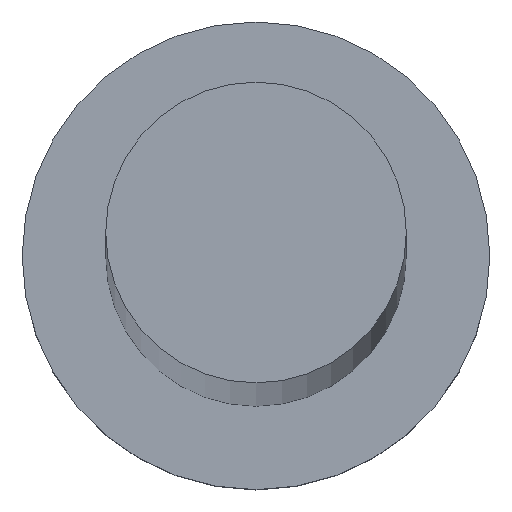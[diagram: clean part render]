
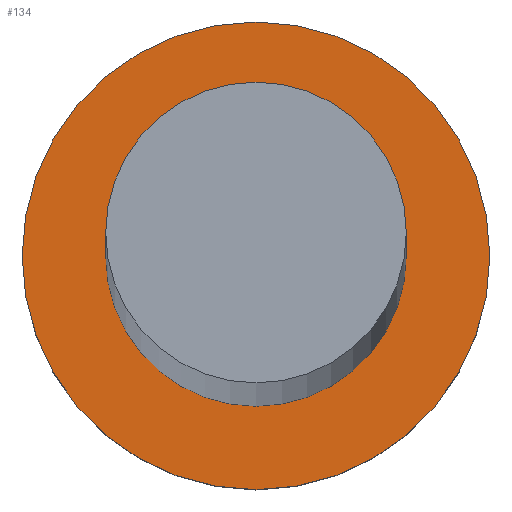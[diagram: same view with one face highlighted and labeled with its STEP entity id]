
A CAD part, top view. The second image highlights one B-rep face of the part: STEP entity #134.
In plain terms, the highlighted planar face has unit normal (0, 0, 1).
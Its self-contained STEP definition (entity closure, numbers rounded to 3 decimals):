
#9 = DIRECTION ( 'NONE',  ( 1., 0., 0. ) ) ;
#13 = CIRCLE ( 'NONE', #225, 4.5 ) ;
#27 = AXIS2_PLACEMENT_3D ( 'NONE', #147, #46, #162 ) ;
#31 = EDGE_LOOP ( 'NONE', ( #51, #208 ) ) ;
#32 = CIRCLE ( 'NONE', #27, 7. ) ;
#44 = AXIS2_PLACEMENT_3D ( 'NONE', #87, #164, #110 ) ;
#45 = CIRCLE ( 'NONE', #119, 4.5 ) ;
#46 = DIRECTION ( 'NONE',  ( 0., 0., 1. ) ) ;
#49 = AXIS2_PLACEMENT_3D ( 'NONE', #192, #78, #9 ) ;
#51 = ORIENTED_EDGE ( 'NONE', *, *, #93, .F. ) ;
#53 = EDGE_LOOP ( 'NONE', ( #128, #94 ) ) ;
#65 = CARTESIAN_POINT ( 'NONE',  ( -4.5, 0., 5. ) ) ;
#73 = VERTEX_POINT ( 'NONE', #156 ) ;
#78 = DIRECTION ( 'NONE',  ( 0., 0., 1. ) ) ;
#83 = FACE_OUTER_BOUND ( 'NONE', #53, .T. ) ;
#87 = CARTESIAN_POINT ( 'NONE',  ( 0., 0., 5. ) ) ;
#93 = EDGE_CURVE ( 'NONE', #213, #187, #13, .T. ) ;
#94 = ORIENTED_EDGE ( 'NONE', *, *, #172, .T. ) ;
#110 = DIRECTION ( 'NONE',  ( 1., 0., 0. ) ) ;
#113 = EDGE_CURVE ( 'NONE', #187, #213, #45, .T. ) ;
#114 = DIRECTION ( 'NONE',  ( 0., 0., 1. ) ) ;
#119 = AXIS2_PLACEMENT_3D ( 'NONE', #178, #114, #250 ) ;
#120 = DIRECTION ( 'NONE',  ( 1., 0., 0. ) ) ;
#128 = ORIENTED_EDGE ( 'NONE', *, *, #166, .T. ) ;
#133 = DIRECTION ( 'NONE',  ( 0., 0., 1. ) ) ;
#134 = ADVANCED_FACE ( 'NONE', ( #255, #83 ), #240, .T. ) ;
#147 = CARTESIAN_POINT ( 'NONE',  ( 0., 0., 5. ) ) ;
#156 = CARTESIAN_POINT ( 'NONE',  ( 7., 0., 5. ) ) ;
#159 = CARTESIAN_POINT ( 'NONE',  ( 0., 0., 5. ) ) ;
#161 = CARTESIAN_POINT ( 'NONE',  ( 4.5, 0., 5. ) ) ;
#162 = DIRECTION ( 'NONE',  ( 1., 0., 0. ) ) ;
#164 = DIRECTION ( 'NONE',  ( 0., 0., 1. ) ) ;
#166 = EDGE_CURVE ( 'NONE', #214, #73, #251, .T. ) ;
#172 = EDGE_CURVE ( 'NONE', #73, #214, #32, .T. ) ;
#178 = CARTESIAN_POINT ( 'NONE',  ( 0., 0., 5. ) ) ;
#187 = VERTEX_POINT ( 'NONE', #161 ) ;
#192 = CARTESIAN_POINT ( 'NONE',  ( 0., 0., 5. ) ) ;
#199 = CARTESIAN_POINT ( 'NONE',  ( -7., 0., 5. ) ) ;
#208 = ORIENTED_EDGE ( 'NONE', *, *, #113, .F. ) ;
#213 = VERTEX_POINT ( 'NONE', #65 ) ;
#214 = VERTEX_POINT ( 'NONE', #199 ) ;
#225 = AXIS2_PLACEMENT_3D ( 'NONE', #159, #133, #120 ) ;
#240 = PLANE ( 'NONE',  #49 ) ;
#250 = DIRECTION ( 'NONE',  ( 1., 0., 0. ) ) ;
#251 = CIRCLE ( 'NONE', #44, 7. ) ;
#255 = FACE_BOUND ( 'NONE', #31, .T. ) ;
